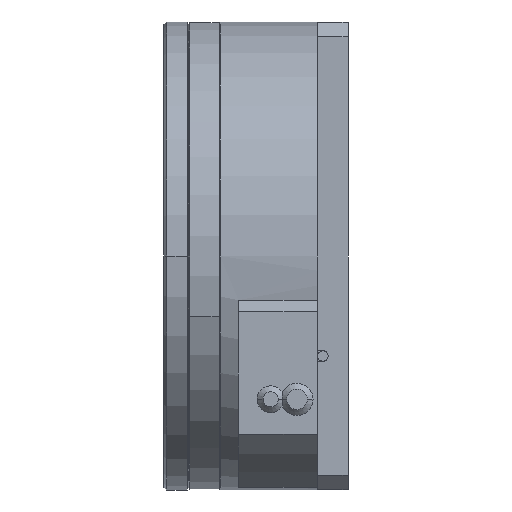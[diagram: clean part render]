
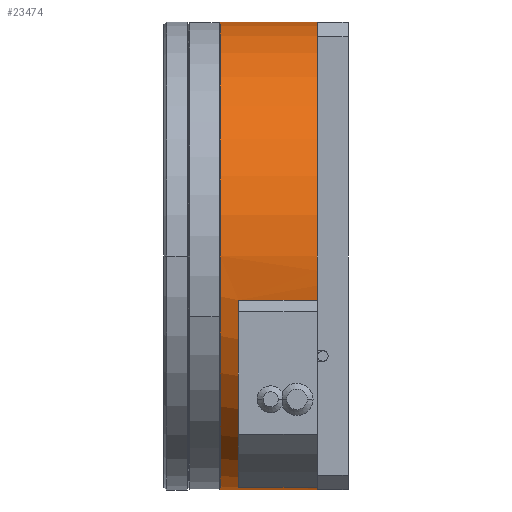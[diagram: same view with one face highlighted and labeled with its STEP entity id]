
A CAD part, left-side view. The second image highlights one B-rep face of the part: STEP entity #23474.
In plain terms, the highlighted cylindrical face has radius 80 mm (diameter 160 mm), a partial arc.
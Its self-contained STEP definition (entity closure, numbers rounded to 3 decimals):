
#315 = FACE_OUTER_BOUND ( 'NONE', #538, .T. ) ;
#422 = VECTOR ( 'NONE', #19771, 1000. ) ;
#463 = ORIENTED_EDGE ( 'NONE', *, *, #11329, .T. ) ;
#535 = EDGE_CURVE ( 'NONE', #13711, #28480, #10943, .T. ) ;
#538 = EDGE_LOOP ( 'NONE', ( #24622, #27751, #20271, #19945, #27387, #463, #2564, #2685, #27941 ) ) ;
#608 = VERTEX_POINT ( 'NONE', #15037 ) ;
#1329 = CIRCLE ( 'NONE', #3050, 80. ) ;
#1778 = EDGE_CURVE ( 'NONE', #608, #23166, #25550, .T. ) ;
#2101 = CARTESIAN_POINT ( 'NONE',  ( 1.435, 10.5, -95.085 ) ) ;
#2204 = VERTEX_POINT ( 'NONE', #6660 ) ;
#2305 = CARTESIAN_POINT ( 'NONE',  ( 80., 10.5, 0. ) ) ;
#2487 = CIRCLE ( 'NONE', #23138, 80. ) ;
#2564 = ORIENTED_EDGE ( 'NONE', *, *, #25785, .T. ) ;
#2619 = DIRECTION ( 'NONE',  ( 0., 1., 0. ) ) ;
#2685 = ORIENTED_EDGE ( 'NONE', *, *, #10807, .T. ) ;
#3050 = AXIS2_PLACEMENT_3D ( 'NONE', #9213, #2619, #25055 ) ;
#3434 = CARTESIAN_POINT ( 'NONE',  ( 80., 43.8, 0. ) ) ;
#4182 = DIRECTION ( 'NONE',  ( 0., 0., -1. ) ) ;
#4731 = VECTOR ( 'NONE', #28370, 1000. ) ;
#5627 = DIRECTION ( 'NONE',  ( 0., -1., 0. ) ) ;
#6012 = DIRECTION ( 'NONE',  ( 0., -1., 0. ) ) ;
#6034 = CARTESIAN_POINT ( 'NONE',  ( 1.435, 37.5, -95.085 ) ) ;
#6130 = LINE ( 'NONE', #19356, #4731 ) ;
#6660 = CARTESIAN_POINT ( 'NONE',  ( 0., 10.5, -80. ) ) ;
#7110 = DIRECTION ( 'NONE',  ( 0., 0., -1. ) ) ;
#8339 = CARTESIAN_POINT ( 'NONE',  ( 67.39, 43.8, -159. ) ) ;
#8411 = VECTOR ( 'NONE', #5627, 1000. ) ;
#8594 = DIRECTION ( 'NONE',  ( 0., 1., 0. ) ) ;
#9213 = CARTESIAN_POINT ( 'NONE',  ( 80., 37.5, -80. ) ) ;
#10543 = DIRECTION ( 'NONE',  ( 0., 0., -1. ) ) ;
#10807 = EDGE_CURVE ( 'NONE', #15826, #2204, #20408, .T. ) ;
#10810 = CIRCLE ( 'NONE', #22245, 80. ) ;
#10813 = CYLINDRICAL_SURFACE ( 'NONE', #23982, 80. ) ;
#10943 = LINE ( 'NONE', #8339, #422 ) ;
#11329 = EDGE_CURVE ( 'NONE', #28480, #19323, #1329, .T. ) ;
#11755 = CARTESIAN_POINT ( 'NONE',  ( 80., 10.5, -80. ) ) ;
#12281 = LINE ( 'NONE', #12499, #8411 ) ;
#12413 = CARTESIAN_POINT ( 'NONE',  ( 80., 43.8, -80. ) ) ;
#12499 = CARTESIAN_POINT ( 'NONE',  ( 80., 43.8, -160. ) ) ;
#13711 = VERTEX_POINT ( 'NONE', #15028 ) ;
#14115 = CIRCLE ( 'NONE', #21117, 80. ) ;
#15003 = CARTESIAN_POINT ( 'NONE',  ( 80., 43.8, -160. ) ) ;
#15028 = CARTESIAN_POINT ( 'NONE',  ( 67.39, 10.5, -159. ) ) ;
#15037 = CARTESIAN_POINT ( 'NONE',  ( 80., 43.8, 0. ) ) ;
#15241 = EDGE_CURVE ( 'NONE', #608, #28542, #14115, .T. ) ;
#15826 = VERTEX_POINT ( 'NONE', #2101 ) ;
#18078 = EDGE_CURVE ( 'NONE', #28542, #18532, #12281, .T. ) ;
#18149 = VECTOR ( 'NONE', #20962, 1000. ) ;
#18532 = VERTEX_POINT ( 'NONE', #25552 ) ;
#19317 = DIRECTION ( 'NONE',  ( 0., -1., 0. ) ) ;
#19323 = VERTEX_POINT ( 'NONE', #6034 ) ;
#19356 = CARTESIAN_POINT ( 'NONE',  ( 1.435, 43.8, -95.085 ) ) ;
#19771 = DIRECTION ( 'NONE',  ( 0., 1., 0. ) ) ;
#19945 = ORIENTED_EDGE ( 'NONE', *, *, #27452, .T. ) ;
#20271 = ORIENTED_EDGE ( 'NONE', *, *, #18078, .T. ) ;
#20408 = CIRCLE ( 'NONE', #28043, 80. ) ;
#20670 = EDGE_CURVE ( 'NONE', #2204, #23166, #2487, .T. ) ;
#20962 = DIRECTION ( 'NONE',  ( 0., -1., 0. ) ) ;
#21117 = AXIS2_PLACEMENT_3D ( 'NONE', #21651, #6012, #25564 ) ;
#21651 = CARTESIAN_POINT ( 'NONE',  ( 80., 43.8, -80. ) ) ;
#22245 = AXIS2_PLACEMENT_3D ( 'NONE', #23444, #25667, #23638 ) ;
#23138 = AXIS2_PLACEMENT_3D ( 'NONE', #28744, #8594, #4182 ) ;
#23166 = VERTEX_POINT ( 'NONE', #2305 ) ;
#23444 = CARTESIAN_POINT ( 'NONE',  ( 80., 10.5, -80. ) ) ;
#23474 = ADVANCED_FACE ( 'NONE', ( #315 ), #10813, .T. ) ;
#23593 = CARTESIAN_POINT ( 'NONE',  ( 67.39, 37.5, -159. ) ) ;
#23638 = DIRECTION ( 'NONE',  ( 0., 0., -1. ) ) ;
#23982 = AXIS2_PLACEMENT_3D ( 'NONE', #12413, #19317, #10543 ) ;
#24622 = ORIENTED_EDGE ( 'NONE', *, *, #1778, .F. ) ;
#25055 = DIRECTION ( 'NONE',  ( 0., 0., -1. ) ) ;
#25232 = DIRECTION ( 'NONE',  ( 0., 1., 0. ) ) ;
#25550 = LINE ( 'NONE', #3434, #18149 ) ;
#25552 = CARTESIAN_POINT ( 'NONE',  ( 80., 10.5, -160. ) ) ;
#25564 = DIRECTION ( 'NONE',  ( 0., 0., -1. ) ) ;
#25667 = DIRECTION ( 'NONE',  ( 0., 1., 0. ) ) ;
#25785 = EDGE_CURVE ( 'NONE', #19323, #15826, #6130, .T. ) ;
#27387 = ORIENTED_EDGE ( 'NONE', *, *, #535, .T. ) ;
#27452 = EDGE_CURVE ( 'NONE', #18532, #13711, #10810, .T. ) ;
#27751 = ORIENTED_EDGE ( 'NONE', *, *, #15241, .T. ) ;
#27941 = ORIENTED_EDGE ( 'NONE', *, *, #20670, .T. ) ;
#28043 = AXIS2_PLACEMENT_3D ( 'NONE', #11755, #25232, #7110 ) ;
#28370 = DIRECTION ( 'NONE',  ( 0., -1., 0. ) ) ;
#28480 = VERTEX_POINT ( 'NONE', #23593 ) ;
#28542 = VERTEX_POINT ( 'NONE', #15003 ) ;
#28744 = CARTESIAN_POINT ( 'NONE',  ( 80., 10.5, -80. ) ) ;
